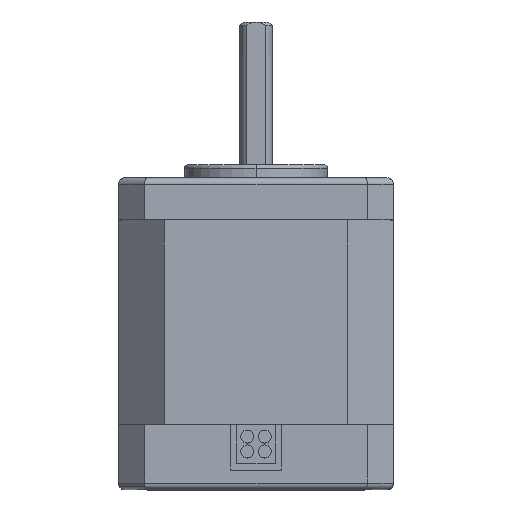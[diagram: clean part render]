
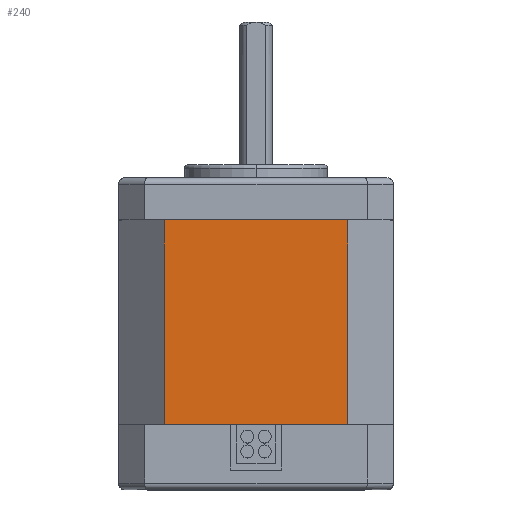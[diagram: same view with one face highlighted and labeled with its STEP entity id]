
A CAD part, top view. The second image highlights one B-rep face of the part: STEP entity #240.
In plain terms, the highlighted planar face has unit normal (0, 0, 1).
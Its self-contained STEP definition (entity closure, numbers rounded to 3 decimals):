
#63 = VERTEX_POINT ( 'NONE', #6216 ) ;
#142 = LINE ( 'NONE', #7836, #7315 ) ;
#240 = ADVANCED_FACE ( 'NONE', ( #518 ), #1245, .F. ) ;
#457 = CARTESIAN_POINT ( 'NONE',  ( 4.471, 25.662, 57.999 ) ) ;
#518 = FACE_OUTER_BOUND ( 'NONE', #5976, .T. ) ;
#878 = EDGE_CURVE ( 'NONE', #63, #2460, #4373, .T. ) ;
#1070 = ORIENTED_EDGE ( 'NONE', *, *, #6168, .F. ) ;
#1110 = ORIENTED_EDGE ( 'NONE', *, *, #878, .F. ) ;
#1245 = PLANE ( 'NONE',  #4610 ) ;
#1753 = EDGE_CURVE ( 'NONE', #63, #2854, #4846, .T. ) ;
#1913 = DIRECTION ( 'NONE',  ( 1., 0., 0. ) ) ;
#1936 = VECTOR ( 'NONE', #3043, 1000. ) ;
#2221 = ORIENTED_EDGE ( 'NONE', *, *, #1753, .T. ) ;
#2293 = VECTOR ( 'NONE', #2786, 1000. ) ;
#2460 = VERTEX_POINT ( 'NONE', #8341 ) ;
#2786 = DIRECTION ( 'NONE',  ( 0., -1., 0. ) ) ;
#2842 = ORIENTED_EDGE ( 'NONE', *, *, #8087, .T. ) ;
#2854 = VERTEX_POINT ( 'NONE', #457 ) ;
#2921 = CARTESIAN_POINT ( 'NONE',  ( 4.471, 57.162, 57.999 ) ) ;
#3043 = DIRECTION ( 'NONE',  ( 1., 0., 0. ) ) ;
#3347 = CARTESIAN_POINT ( 'NONE',  ( 32.771, 25.662, 57.999 ) ) ;
#3467 = CARTESIAN_POINT ( 'NONE',  ( 4.471, 57.162, 57.999 ) ) ;
#4310 = LINE ( 'NONE', #5600, #5566 ) ;
#4373 = LINE ( 'NONE', #2921, #1936 ) ;
#4610 = AXIS2_PLACEMENT_3D ( 'NONE', #7042, #5744, #8434 ) ;
#4846 = LINE ( 'NONE', #3467, #2293 ) ;
#4912 = DIRECTION ( 'NONE',  ( 0., -1., 0. ) ) ;
#5199 = VERTEX_POINT ( 'NONE', #3347 ) ;
#5566 = VECTOR ( 'NONE', #4912, 1000. ) ;
#5600 = CARTESIAN_POINT ( 'NONE',  ( 32.771, 57.162, 57.999 ) ) ;
#5744 = DIRECTION ( 'NONE',  ( 0., 0., -1. ) ) ;
#5976 = EDGE_LOOP ( 'NONE', ( #2842, #1070, #1110, #2221 ) ) ;
#6168 = EDGE_CURVE ( 'NONE', #2460, #5199, #4310, .T. ) ;
#6216 = CARTESIAN_POINT ( 'NONE',  ( 4.471, 57.162, 57.999 ) ) ;
#7042 = CARTESIAN_POINT ( 'NONE',  ( 4.471, 57.162, 57.999 ) ) ;
#7315 = VECTOR ( 'NONE', #1913, 1000. ) ;
#7836 = CARTESIAN_POINT ( 'NONE',  ( 4.471, 25.662, 57.999 ) ) ;
#8087 = EDGE_CURVE ( 'NONE', #2854, #5199, #142, .T. ) ;
#8341 = CARTESIAN_POINT ( 'NONE',  ( 32.771, 57.162, 57.999 ) ) ;
#8434 = DIRECTION ( 'NONE',  ( -1., 0., 0. ) ) ;
